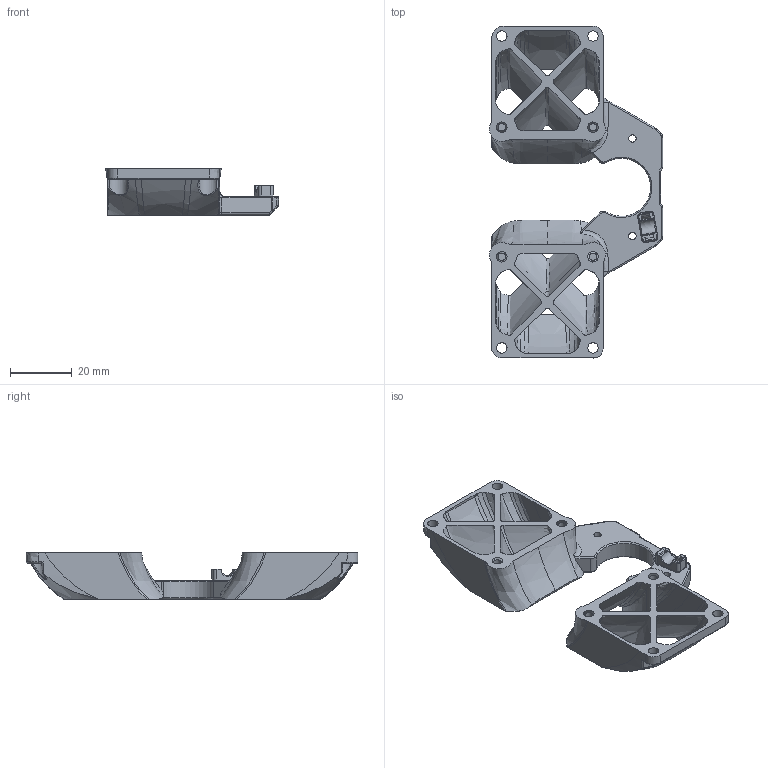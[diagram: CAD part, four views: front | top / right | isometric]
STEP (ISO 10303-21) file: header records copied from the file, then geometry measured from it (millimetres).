
FILE_DESCRIPTION(/* description */ (''),/* implementation_level */ '2;1');
FILE_NAME(/* name */ 'Jaguar Toolhead SLM Duct.step',/* time_stamp */ '2024-04-04T12:38:34-04:00',/* author */ (''),/* organization */ (''),/* preprocessor_version */ 'ST-DEVELOPER v20',/* originating_system */ 'Autodesk Translation Framework v12.20.1.177',/* authorisation */ '');
FILE_SCHEMA (('AUTOMOTIVE_DESIGN { 1 0 10303 214 3 1 1 }'));
Length unit declared in the file: millimetre
Products named in the file (1): Tiger Inspired Thing Duct (1)
Bounding box: 55.99 x 107.4 x 15 mm (x, y, z)
Volume: 17107.9 mm3; surface area: 16338.9 mm2
Topology: 1 solids, 1 shells, 299 faces, 850 edges, 556 vertices
Faces by surface type: bspline 153, cylinder 70, plane 42, torus 16, cone 12, sphere 6
Full cylindrical faces by diameter (mm): 2.4 x6, 3.4 x4
Entity records: 21389 total; most frequent: CARTESIAN_POINT 14547, ORIENTED_EDGE 1700, DIRECTION 983, EDGE_CURVE 850, VERTEX_POINT 556, B_SPLINE_CURVE_WITH_KNOTS 400, AXIS2_PLACEMENT_3D 386, EDGE_LOOP 332
